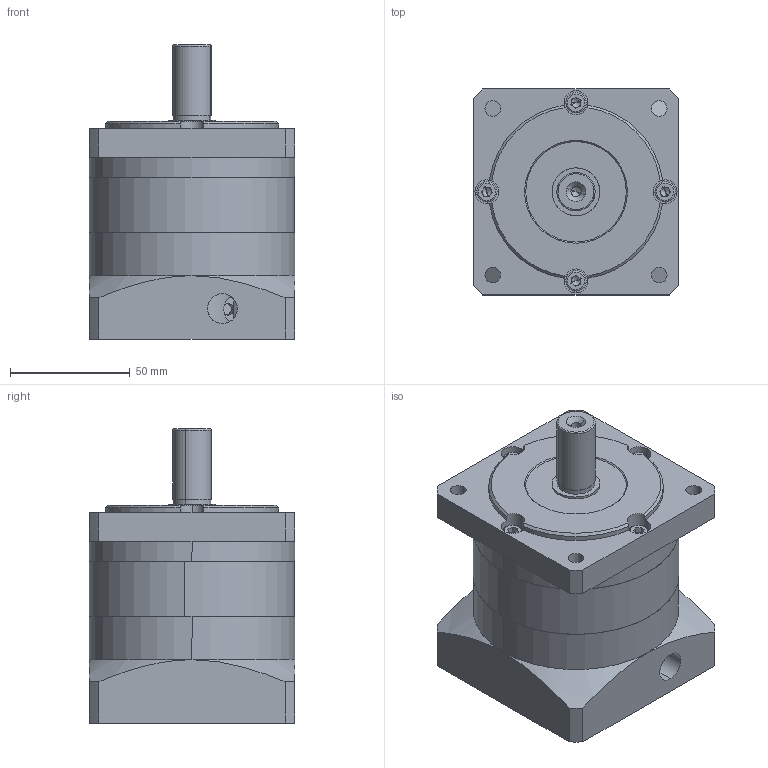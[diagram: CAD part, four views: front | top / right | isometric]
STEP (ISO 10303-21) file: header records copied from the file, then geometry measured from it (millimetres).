
FILE_DESCRIPTION (( 'STEP AP214' ), '1' );
FILE_NAME ('PL86俴陎熬厒儂.STEP', '2022-02-14T07:48:48', ( '' ), ( '' ), 'SwSTEP 2.0', 'SolidWorks 2020', '' );
FILE_SCHEMA (( 'AUTOMOTIVE_DESIGN' ));
Length unit declared in the file: millimetre
Products named in the file (9): 蚐猾42; 怀堤粣; hexagon socket head cap screws gb_ M5; PL86 源楊擘; 儂旯; 薊粣ん; PL86 ヶ傷裔; hexagon socket head cap screws gb_GB_FASTENER_SCREWS_HSHCS M5X12-N; PL86俴陎熬厒儂
Assembly tree (16 placements, depth 2):
  PL86俴陎熬厒儂
    PL86 ヶ傷裔
    儂旯
    薊粣ん
    怀堤粣
    PL86 源楊擘
    蚐猾42
    hexagon socket head cap screws gb_ M5  x8
    hexagon socket head cap screws gb_GB_FASTENER_SCREWS_HSHCS M5X12-N  x2
Bounding box: 86 x 86 x 123 mm (x, y, z)
Volume: 472751.1 mm3; surface area: 96326.4 mm2
Topology: 16 solids, 16 shells, 463 faces, 1087 edges, 665 vertices
Faces by surface type: plane 208, cylinder 161, cone 70, torus 24
Entity records: 9211 total; most frequent: CARTESIAN_POINT 1929, DIRECTION 1455, ORIENTED_EDGE 1250, EDGE_CURVE 625, AXIS2_PLACEMENT_3D 599, VERTEX_POINT 401, EDGE_LOOP 320, CIRCLE 317
